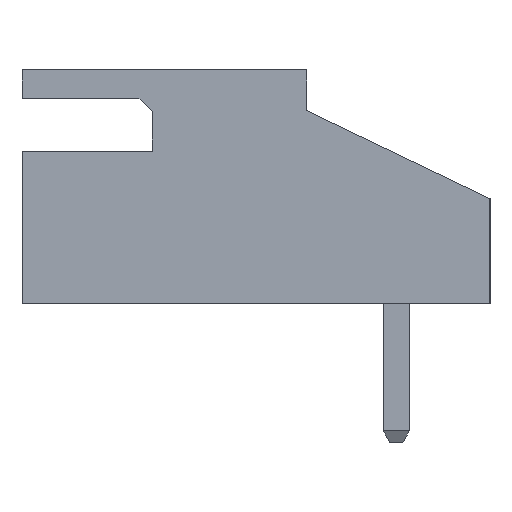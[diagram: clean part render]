
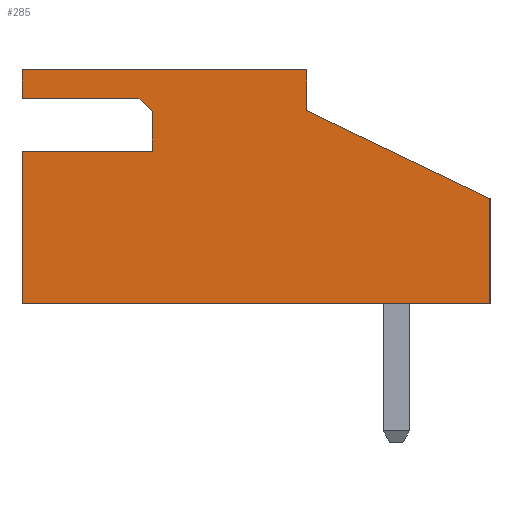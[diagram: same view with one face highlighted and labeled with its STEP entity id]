
A CAD part, left-side view. The second image highlights one B-rep face of the part: STEP entity #285.
In plain terms, the highlighted planar face has unit normal (-1, 0, 0).
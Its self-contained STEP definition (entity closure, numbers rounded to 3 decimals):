
#285=ADVANCED_FACE('',(#1102),#1104,.T.);
#1102=FACE_BOUND('',#1103,.T.);
#1103=EDGE_LOOP('',(#1760,#1761,#1762,#1763,#1764,#1765,#1766,#1767,#1768,#1769,
#1770));
#1104=PLANE('',#1105);
#1105=AXIS2_PLACEMENT_3D('',#1106,#1107,#1108);
#1106=CARTESIAN_POINT('',(-12.55,2.2,0.));
#1107=DIRECTION('',(-1.,0.,0.));
#1108=DIRECTION('',(0.,0.,1.));
#1760=ORIENTED_EDGE('',*,*,#2262,.T.);
#1761=ORIENTED_EDGE('',*,*,#2263,.T.);
#1762=ORIENTED_EDGE('',*,*,#2264,.F.);
#1763=ORIENTED_EDGE('',*,*,#2251,.F.);
#1764=ORIENTED_EDGE('',*,*,#2265,.F.);
#1765=ORIENTED_EDGE('',*,*,#2266,.F.);
#1766=ORIENTED_EDGE('',*,*,#2267,.T.);
#1767=ORIENTED_EDGE('',*,*,#2268,.T.);
#1768=ORIENTED_EDGE('',*,*,#2269,.F.);
#1769=ORIENTED_EDGE('',*,*,#2270,.T.);
#1770=ORIENTED_EDGE('',*,*,#2271,.T.);
#2251=EDGE_CURVE('',#2518,#2520,#2521,.T.);
#2262=EDGE_CURVE('',#2541,#2542,#2543,.F.);
#2263=EDGE_CURVE('',#2542,#2544,#2545,.F.);
#2264=EDGE_CURVE('',#2520,#2544,#2546,.T.);
#2265=EDGE_CURVE('',#2547,#2518,#2548,.T.);
#2266=EDGE_CURVE('',#2549,#2547,#2550,.T.);
#2267=EDGE_CURVE('',#2549,#2551,#2552,.T.);
#2268=EDGE_CURVE('',#2551,#2553,#2554,.T.);
#2269=EDGE_CURVE('',#2555,#2553,#2556,.T.);
#2270=EDGE_CURVE('',#2555,#2557,#2558,.F.);
#2271=EDGE_CURVE('',#2557,#2541,#2559,.F.);
#2518=VERTEX_POINT('',#2965);
#2520=VERTEX_POINT('',#2969);
#2521=LINE('',#2970,#2971);
#2541=VERTEX_POINT('',#3012);
#2542=VERTEX_POINT('',#3013);
#2543=LINE('',#3014,#3015);
#2544=VERTEX_POINT('',#3017);
#2545=LINE('',#3018,#3019);
#2546=LINE('',#3021,#3022);
#2547=VERTEX_POINT('',#3024);
#2548=LINE('',#3025,#3026);
#2549=VERTEX_POINT('',#3028);
#2550=LINE('',#3029,#3030);
#2551=VERTEX_POINT('',#3032);
#2552=LINE('',#3033,#3034);
#2553=VERTEX_POINT('',#3036);
#2554=LINE('',#3037,#3038);
#2555=VERTEX_POINT('',#3040);
#2556=LINE('',#3041,#3042);
#2557=VERTEX_POINT('',#3044);
#2558=LINE('',#3045,#3046);
#2559=LINE('',#3048,#3049);
#2965=CARTESIAN_POINT('',(-12.55,-2.3,0.));
#2969=CARTESIAN_POINT('',(-12.55,9.2,0.));
#2970=CARTESIAN_POINT('',(-12.55,-2.3,0.));
#2971=VECTOR('',#2972,1.);
#2972=DIRECTION('',(0.,1.,0.));
#3012=CARTESIAN_POINT('',(-12.55,6.,4.725));
#3013=CARTESIAN_POINT('',(-12.55,6.,3.75));
#3014=CARTESIAN_POINT('',(-12.55,6.,3.75));
#3015=VECTOR('',#3016,1.);
#3016=DIRECTION('',(0.,0.,1.));
#3017=CARTESIAN_POINT('',(-12.55,9.2,3.75));
#3018=CARTESIAN_POINT('',(-12.55,9.2,3.75));
#3019=VECTOR('',#3020,1.);
#3020=DIRECTION('',(0.,-1.,0.));
#3021=CARTESIAN_POINT('',(-12.55,9.2,0.));
#3022=VECTOR('',#3023,1.);
#3023=DIRECTION('',(0.,0.,1.));
#3024=CARTESIAN_POINT('',(-12.55,-2.3,2.588));
#3025=CARTESIAN_POINT('',(-12.55,-2.3,2.588));
#3026=VECTOR('',#3027,1.);
#3027=DIRECTION('',(0.,0.,-1.));
#3028=CARTESIAN_POINT('',(-12.55,2.2,4.75));
#3029=CARTESIAN_POINT('',(-12.55,2.2,4.75));
#3030=VECTOR('',#3031,1.);
#3031=DIRECTION('',(0.,-0.901,-0.433));
#3032=CARTESIAN_POINT('',(-12.55,2.2,5.75));
#3033=CARTESIAN_POINT('',(-12.55,2.2,4.75));
#3034=VECTOR('',#3035,1.);
#3035=DIRECTION('',(0.,0.,1.));
#3036=CARTESIAN_POINT('',(-12.55,9.2,5.75));
#3037=CARTESIAN_POINT('',(-12.55,2.2,5.75));
#3038=VECTOR('',#3039,1.);
#3039=DIRECTION('',(0.,1.,0.));
#3040=CARTESIAN_POINT('',(-12.55,9.2,5.05));
#3041=CARTESIAN_POINT('',(-12.55,9.2,5.05));
#3042=VECTOR('',#3043,1.);
#3043=DIRECTION('',(0.,0.,1.));
#3044=CARTESIAN_POINT('',(-12.55,6.325,5.05));
#3045=CARTESIAN_POINT('',(-12.55,6.325,5.05));
#3046=VECTOR('',#3047,1.);
#3047=DIRECTION('',(0.,1.,0.));
#3048=CARTESIAN_POINT('',(-12.55,6.,4.725));
#3049=VECTOR('',#3050,1.);
#3050=DIRECTION('',(0.,0.707,0.707));
